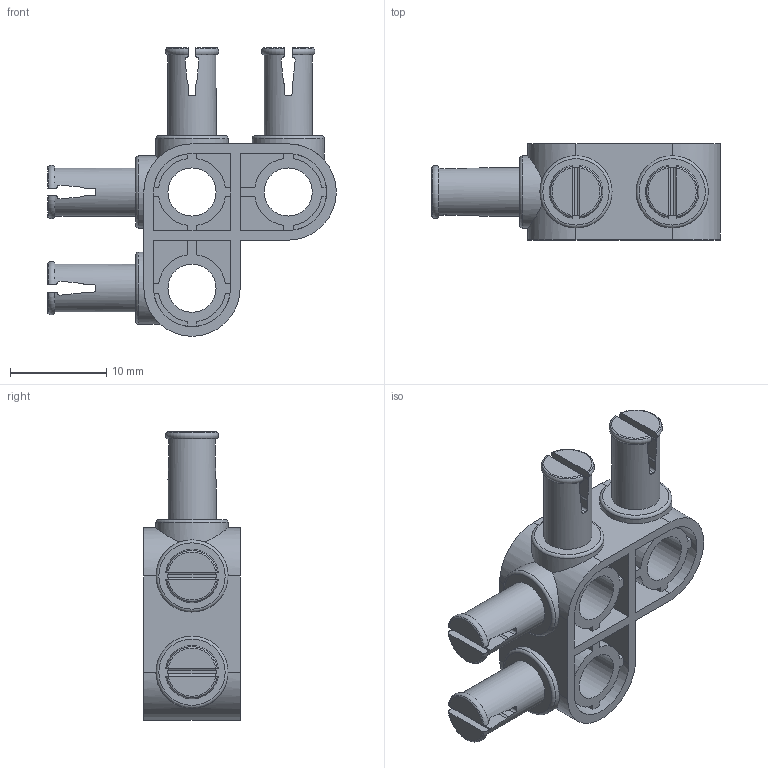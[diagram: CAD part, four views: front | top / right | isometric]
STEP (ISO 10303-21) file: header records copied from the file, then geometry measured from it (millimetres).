
FILE_DESCRIPTION(/* description */ (''),/* implementation_level */ '2;1');
FILE_NAME(/* name */ 'CT2x2.stp',/* time_stamp */ '2019-02-12T18:31:38+01:00',/* author */ ('Varga Daniel'),/* organization */ (''),/* preprocessor_version */ 'ST-DEVELOPER v17.2',/* originating_system */ 'Autodesk Inventor 2019',/* authorisation */ '');
FILE_SCHEMA (('AUTOMOTIVE_DESIGN { 1 0 10303 214 3 1 1 }'));
Length unit declared in the file: millimetre
Products named in the file (1): CT2x2
Bounding box: 30 x 10 x 30 mm (x, y, z)
Volume: 2242.7 mm3; surface area: 3625.5 mm2
Topology: 1 solids, 1 shells, 249 faces, 719 edges, 482 vertices
Faces by surface type: plane 152, cylinder 77, torus 20
Full cylindrical faces by diameter (mm): 5 x7, 7.5 x4
Entity records: 9248 total; most frequent: CARTESIAN_POINT 2386, ORIENTED_EDGE 1438, DIRECTION 1306, EDGE_CURVE 719, VERTEX_POINT 482, AXIS2_PLACEMENT_3D 439, LINE 428, VECTOR 428
